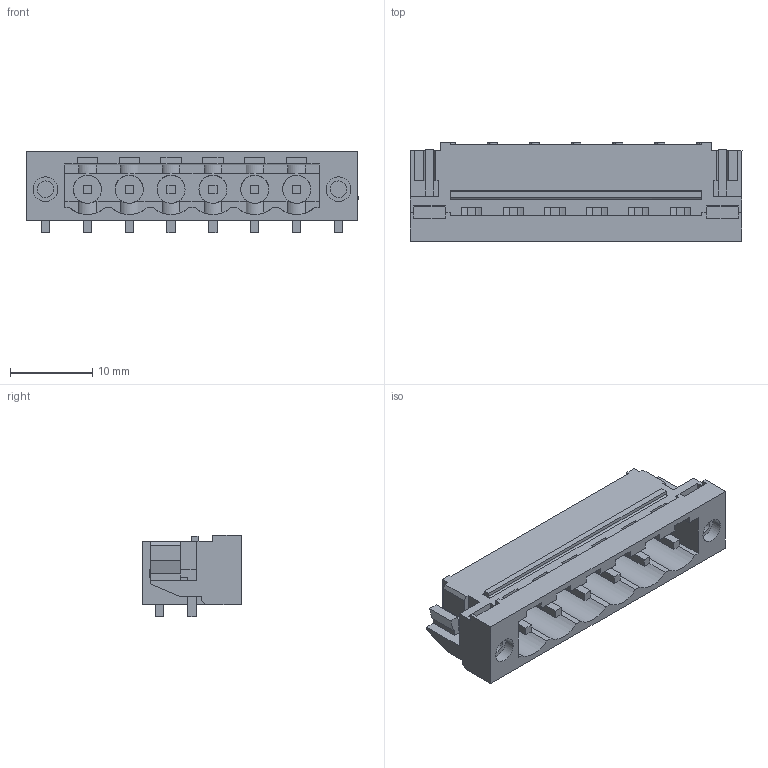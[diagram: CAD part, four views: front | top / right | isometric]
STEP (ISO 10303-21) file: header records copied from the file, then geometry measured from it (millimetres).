
FILE_DESCRIPTION(('CATIA V5R22 STEP214','CAx-IF Rec.Pracs.--- Model Styling and Organization---1.4--- 2014-01-23'),'2;1');
FILE_NAME ('D1457613_1_1861410000_1861410000.stp','2023-05-11T06:55:31+00:00',('none'),('Weidmueller'),'CATIA Version 5-6 Release 2016 SP3 HF44','CATIA V5 STEP AP214','none');
FILE_SCHEMA(('AUTOMOTIVE_DESIGN { 1 0 10303 214 1 1 1 1 }'));
Length unit declared in the file: millimetre
Products named in the file (1): 1861410000
Bounding box: 40.28 x 12 x 9.93 mm (x, y, z)
Volume: 1660.8 mm3; surface area: 3572 mm2
Topology: 9 solids, 9 shells, 460 faces, 1378 edges, 910 vertices
Faces by surface type: plane 377, cylinder 69, extrusion 14
Entity records: 14830 total; most frequent: CARTESIAN_POINT 3351, ORIENTED_EDGE 2756, DIRECTION 1768, EDGE_CURVE 1378, VECTOR 1082, LINE 1068, VERTEX_POINT 910, EDGE_LOOP 490
